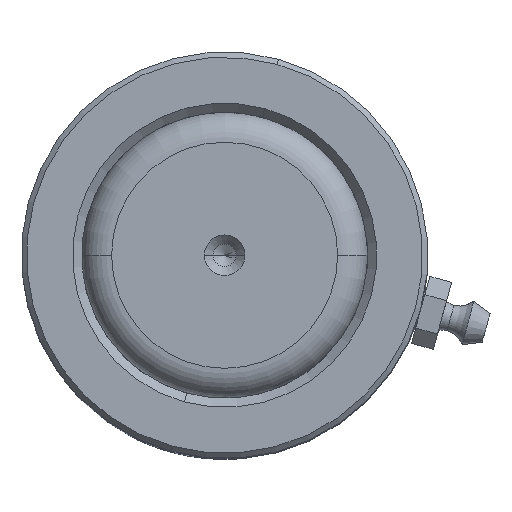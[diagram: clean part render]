
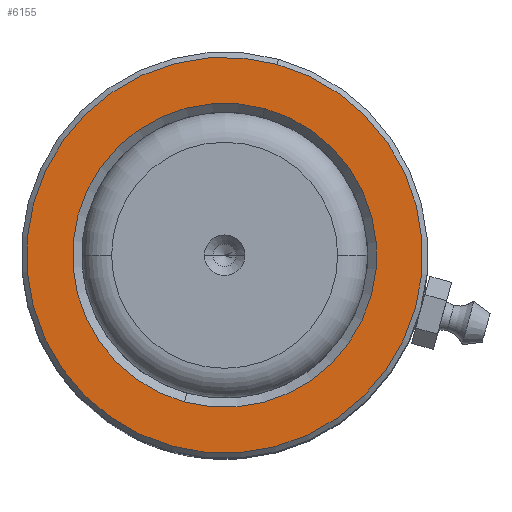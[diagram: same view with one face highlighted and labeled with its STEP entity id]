
A CAD part, top view. The second image highlights one B-rep face of the part: STEP entity #6155.
In plain terms, the highlighted planar face has unit normal (0, 0, 1).
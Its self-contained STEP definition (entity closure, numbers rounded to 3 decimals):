
#42 = FACE_BOUND ( 'NONE', #8943, .T. ) ;
#258 = CIRCLE ( 'NONE', #3551, 26.3 ) ;
#629 = CARTESIAN_POINT ( 'NONE',  ( 0., 0., 80. ) ) ;
#779 = CARTESIAN_POINT ( 'NONE',  ( 20.2, 0., 80. ) ) ;
#1278 = VERTEX_POINT ( 'NONE', #5318 ) ;
#1292 = ORIENTED_EDGE ( 'NONE', *, *, #3157, .T. ) ;
#1493 = CARTESIAN_POINT ( 'NONE',  ( -26.3, 0., 80. ) ) ;
#1802 = AXIS2_PLACEMENT_3D ( 'NONE', #4341, #2154, #2845 ) ;
#1826 = DIRECTION ( 'NONE',  ( 0., 0., 1. ) ) ;
#1913 = DIRECTION ( 'NONE',  ( 0., 0., 1. ) ) ;
#2020 = DIRECTION ( 'NONE',  ( 0., 0., 1. ) ) ;
#2154 = DIRECTION ( 'NONE',  ( 0., 0., -1. ) ) ;
#2184 = CIRCLE ( 'NONE', #7903, 20.2 ) ;
#2233 = CARTESIAN_POINT ( 'NONE',  ( -20.2, 0., 80. ) ) ;
#2608 = CARTESIAN_POINT ( 'NONE',  ( 0., 0., 80. ) ) ;
#2845 = DIRECTION ( 'NONE',  ( 1., 0., 0. ) ) ;
#3157 = EDGE_CURVE ( 'NONE', #6242, #1278, #258, .T. ) ;
#3383 = AXIS2_PLACEMENT_3D ( 'NONE', #2608, #1913, #8836 ) ;
#3551 = AXIS2_PLACEMENT_3D ( 'NONE', #629, #2020, #8962 ) ;
#3617 = FACE_OUTER_BOUND ( 'NONE', #5609, .T. ) ;
#3694 = ORIENTED_EDGE ( 'NONE', *, *, #5751, .T. ) ;
#4047 = PLANE ( 'NONE',  #3383 ) ;
#4341 = CARTESIAN_POINT ( 'NONE',  ( 0., 0., 80. ) ) ;
#4715 = AXIS2_PLACEMENT_3D ( 'NONE', #5946, #1826, #6655 ) ;
#4738 = ORIENTED_EDGE ( 'NONE', *, *, #7546, .T. ) ;
#4993 = CARTESIAN_POINT ( 'NONE',  ( 0., 0., 80. ) ) ;
#5318 = CARTESIAN_POINT ( 'NONE',  ( 26.3, 0., 80. ) ) ;
#5593 = DIRECTION ( 'NONE',  ( 1., 0., 0. ) ) ;
#5609 = EDGE_LOOP ( 'NONE', ( #1292, #4738 ) ) ;
#5751 = EDGE_CURVE ( 'NONE', #6464, #8948, #6206, .T. ) ;
#5946 = CARTESIAN_POINT ( 'NONE',  ( 0., 0., 80. ) ) ;
#6155 = ADVANCED_FACE ( 'NONE', ( #3617, #42 ), #4047, .T. ) ;
#6172 = ORIENTED_EDGE ( 'NONE', *, *, #8946, .T. ) ;
#6206 = CIRCLE ( 'NONE', #1802, 20.2 ) ;
#6242 = VERTEX_POINT ( 'NONE', #1493 ) ;
#6464 = VERTEX_POINT ( 'NONE', #2233 ) ;
#6655 = DIRECTION ( 'NONE',  ( 1., 0., 0. ) ) ;
#6818 = CIRCLE ( 'NONE', #4715, 26.3 ) ;
#7544 = DIRECTION ( 'NONE',  ( 0., 0., -1. ) ) ;
#7546 = EDGE_CURVE ( 'NONE', #1278, #6242, #6818, .T. ) ;
#7903 = AXIS2_PLACEMENT_3D ( 'NONE', #4993, #7544, #5593 ) ;
#8836 = DIRECTION ( 'NONE',  ( 1., 0., 0. ) ) ;
#8943 = EDGE_LOOP ( 'NONE', ( #6172, #3694 ) ) ;
#8946 = EDGE_CURVE ( 'NONE', #8948, #6464, #2184, .T. ) ;
#8948 = VERTEX_POINT ( 'NONE', #779 ) ;
#8962 = DIRECTION ( 'NONE',  ( 1., 0., 0. ) ) ;
